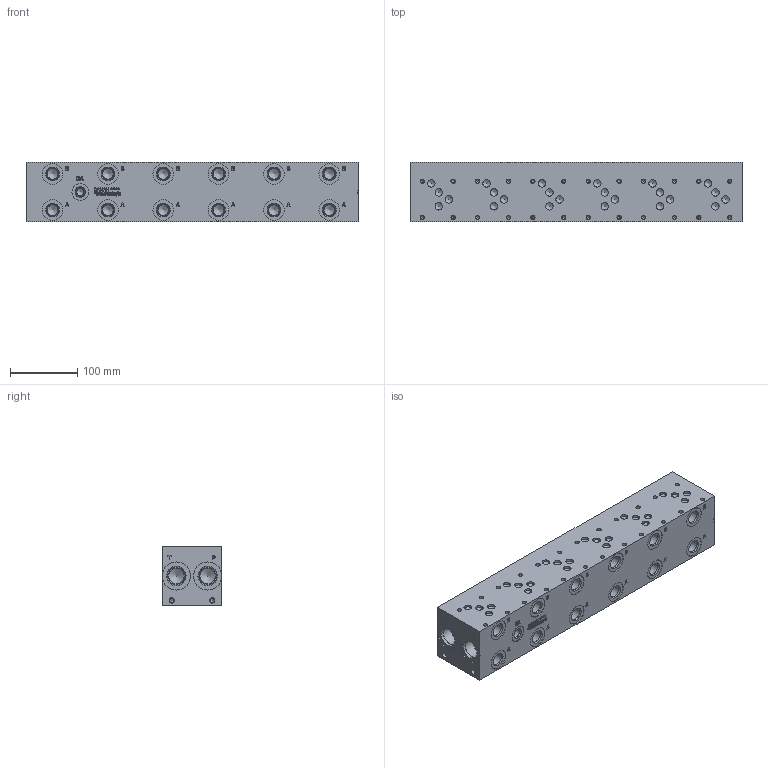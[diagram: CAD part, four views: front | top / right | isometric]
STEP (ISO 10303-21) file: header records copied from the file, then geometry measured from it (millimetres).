
FILE_DESCRIPTION(/* description */ (''),/* implementation_level */ '2;1');
FILE_NAME(/* name */ '_D05P063S_S.stp',/* time_stamp */ '2022-10-24T10:45:40-04:00',/* author */ ('mikeh'),/* organization */ (''),/* preprocessor_version */ 'ST-DEVELOPER v18',/* originating_system */ 'Autodesk Inventor 2020',/* authorisation */ '');
FILE_SCHEMA (('CONFIG_CONTROL_DESIGN','AUTOMOTIVE_DESIGN { 1 0 10303 214 3 1 1 }'));
Length unit declared in the file: millimetre
Products named in the file (1): Part_AD05P063S_S_3D
Bounding box: 495.3 x 88.9 x 88.9 mm (x, y, z)
Volume: 3703594.5 mm3; surface area: 238429 mm2
Topology: 1 solids, 1 shells, 1037 faces, 2834 edges, 1931 vertices
Faces by surface type: plane 498, bspline 245, cylinder 171, cone 123
Full cylindrical faces by diameter (mm): 5.105 x24, 6.35 x24, 6.528 x4, 7.925 x4, 10.719 x1, 11.125 x24, 12.9 x1, 14.275 x1, 14.529 x1, 15.875 x12, 17.475 x1, 17.501 x12, 19.05 x12, 19.253 x12, 22.225 x1, 23.012 x4, 23.698 x1, 24.917 x4, 25.019 x1, 25.4 x1, 26.187 x1, 26.99 x2, 27 x2, 27.381 x1, 27.432 x4, 30.632 x12, 42.037 x4
Entity records: 34718 total; most frequent: CARTESIAN_POINT 8918, ORIENTED_EDGE 5528, DIRECTION 4503, EDGE_CURVE 2764, VERTEX_POINT 1931, LINE 1631, VECTOR 1631, AXIS2_PLACEMENT_3D 1436
